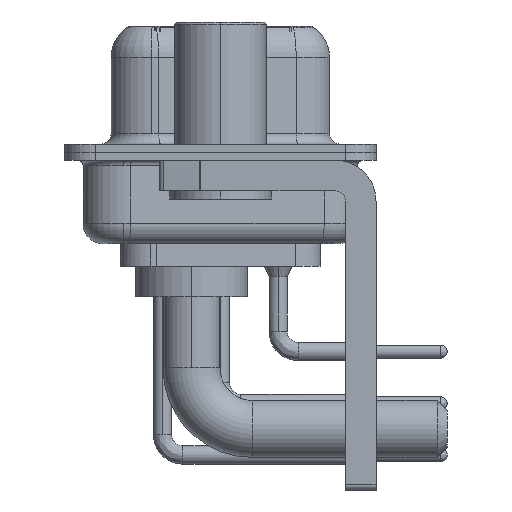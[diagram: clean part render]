
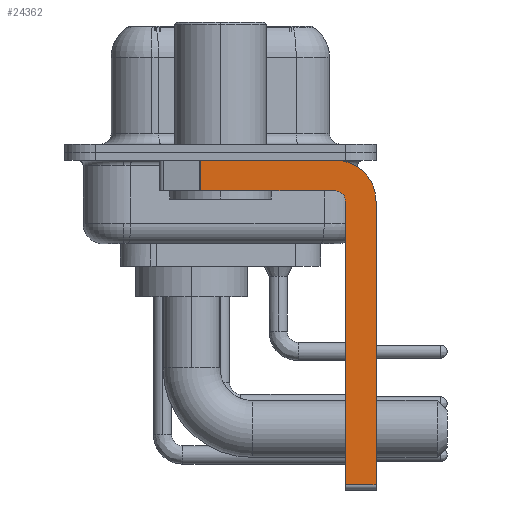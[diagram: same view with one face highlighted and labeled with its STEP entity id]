
A CAD part, left-side view. The second image highlights one B-rep face of the part: STEP entity #24362.
In plain terms, the highlighted planar face has unit normal (-1, 0, 0).
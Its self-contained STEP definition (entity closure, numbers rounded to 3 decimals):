
#76 = CIRCLE ( 'NONE', #3706, 0.5 ) ;
#851 = AXIS2_PLACEMENT_3D ( 'NONE', #22187, #11893, #14482 ) ;
#1053 = FACE_OUTER_BOUND ( 'NONE', #18589, .T. ) ;
#3706 = AXIS2_PLACEMENT_3D ( 'NONE', #24844, #24355, #11978 ) ;
#3722 = CARTESIAN_POINT ( 'NONE',  ( -2.9, 3., -0.4 ) ) ;
#3959 = ORIENTED_EDGE ( 'NONE', *, *, #20821, .F. ) ;
#4672 = DIRECTION ( 'NONE',  ( 0., 1., 0. ) ) ;
#5412 = VERTEX_POINT ( 'NONE', #13971 ) ;
#6059 = CARTESIAN_POINT ( 'NONE',  ( -2.9, -5.65, -0.4 ) ) ;
#6184 = DIRECTION ( 'NONE',  ( 0., 0., -1. ) ) ;
#6385 = PLANE ( 'NONE',  #21301 ) ;
#7750 = ORIENTED_EDGE ( 'NONE', *, *, #23431, .F. ) ;
#7803 = ORIENTED_EDGE ( 'NONE', *, *, #19735, .T. ) ;
#8230 = VERTEX_POINT ( 'NONE', #25520 ) ;
#8492 = CARTESIAN_POINT ( 'NONE',  ( -2.9, -5.65, -2.4 ) ) ;
#9682 = LINE ( 'NONE', #11178, #31486 ) ;
#10448 = LINE ( 'NONE', #17883, #11986 ) ;
#11178 = CARTESIAN_POINT ( 'NONE',  ( -2.9, 0.978, -1.9 ) ) ;
#11277 = VERTEX_POINT ( 'NONE', #24546 ) ;
#11595 = VERTEX_POINT ( 'NONE', #16330 ) ;
#11893 = DIRECTION ( 'NONE',  ( 1., 0., 0. ) ) ;
#11978 = DIRECTION ( 'NONE',  ( 0., 0., 1. ) ) ;
#11986 = VECTOR ( 'NONE', #25413, 1000. ) ;
#13405 = DIRECTION ( 'NONE',  ( 0., -1., 0. ) ) ;
#13642 = DIRECTION ( 'NONE',  ( 1., 0., 0. ) ) ;
#13890 = VERTEX_POINT ( 'NONE', #6059 ) ;
#13971 = CARTESIAN_POINT ( 'NONE',  ( -2.9, 0.978, -0.4 ) ) ;
#14017 = VERTEX_POINT ( 'NONE', #14267 ) ;
#14267 = CARTESIAN_POINT ( 'NONE',  ( -2.9, -6.15, -2.4 ) ) ;
#14322 = VECTOR ( 'NONE', #28839, 1000. ) ;
#14482 = DIRECTION ( 'NONE',  ( 0., 0., -1. ) ) ;
#15828 = ORIENTED_EDGE ( 'NONE', *, *, #17897, .T. ) ;
#16211 = ORIENTED_EDGE ( 'NONE', *, *, #17603, .F. ) ;
#16330 = CARTESIAN_POINT ( 'NONE',  ( -2.9, -5.65, -1.9 ) ) ;
#16848 = CARTESIAN_POINT ( 'NONE',  ( -2.9, -7.65, -2.4 ) ) ;
#17081 = LINE ( 'NONE', #26866, #14322 ) ;
#17098 = LINE ( 'NONE', #31728, #30952 ) ;
#17603 = EDGE_CURVE ( 'NONE', #11595, #11277, #17098, .T. ) ;
#17883 = CARTESIAN_POINT ( 'NONE',  ( -2.9, -7.65, -2.4 ) ) ;
#17897 = EDGE_CURVE ( 'NONE', #5412, #11277, #9682, .T. ) ;
#18589 = EDGE_LOOP ( 'NONE', ( #7750, #15828, #16211, #3959, #24966, #7803, #29520, #26804 ) ) ;
#18721 = LINE ( 'NONE', #28380, #31577 ) ;
#19735 = EDGE_CURVE ( 'NONE', #8230, #23165, #18721, .T. ) ;
#20422 = DIRECTION ( 'NONE',  ( 0., 0., -1. ) ) ;
#20821 = EDGE_CURVE ( 'NONE', #14017, #11595, #76, .T. ) ;
#20965 = LINE ( 'NONE', #3722, #30519 ) ;
#21301 = AXIS2_PLACEMENT_3D ( 'NONE', #8492, #13642, #20422 ) ;
#21797 = EDGE_CURVE ( 'NONE', #30298, #23165, #10448, .T. ) ;
#22187 = CARTESIAN_POINT ( 'NONE',  ( -2.9, -5.65, -2.4 ) ) ;
#23165 = VERTEX_POINT ( 'NONE', #26020 ) ;
#23431 = EDGE_CURVE ( 'NONE', #5412, #13890, #20965, .T. ) ;
#23536 = DIRECTION ( 'NONE',  ( 0., -1., 0. ) ) ;
#24355 = DIRECTION ( 'NONE',  ( -1., 0., 0. ) ) ;
#24362 = ADVANCED_FACE ( 'NONE', ( #1053 ), #6385, .F. ) ;
#24546 = CARTESIAN_POINT ( 'NONE',  ( -2.9, 0.978, -1.9 ) ) ;
#24844 = CARTESIAN_POINT ( 'NONE',  ( -2.9, -5.65, -2.4 ) ) ;
#24966 = ORIENTED_EDGE ( 'NONE', *, *, #29357, .F. ) ;
#25060 = CIRCLE ( 'NONE', #851, 2. ) ;
#25413 = DIRECTION ( 'NONE',  ( 0., 0., -1. ) ) ;
#25520 = CARTESIAN_POINT ( 'NONE',  ( -2.9, -6.15, -16.35 ) ) ;
#26020 = CARTESIAN_POINT ( 'NONE',  ( -2.9, -7.65, -16.35 ) ) ;
#26804 = ORIENTED_EDGE ( 'NONE', *, *, #28213, .F. ) ;
#26866 = CARTESIAN_POINT ( 'NONE',  ( -2.9, -6.15, -16.6 ) ) ;
#28213 = EDGE_CURVE ( 'NONE', #13890, #30298, #25060, .T. ) ;
#28380 = CARTESIAN_POINT ( 'NONE',  ( -2.9, -5.65, -16.35 ) ) ;
#28839 = DIRECTION ( 'NONE',  ( 0., 0., 1. ) ) ;
#29357 = EDGE_CURVE ( 'NONE', #8230, #14017, #17081, .T. ) ;
#29520 = ORIENTED_EDGE ( 'NONE', *, *, #21797, .F. ) ;
#30298 = VERTEX_POINT ( 'NONE', #16848 ) ;
#30519 = VECTOR ( 'NONE', #13405, 1000. ) ;
#30952 = VECTOR ( 'NONE', #4672, 1000. ) ;
#31486 = VECTOR ( 'NONE', #6184, 1000. ) ;
#31577 = VECTOR ( 'NONE', #23536, 1000. ) ;
#31728 = CARTESIAN_POINT ( 'NONE',  ( -2.9, -5.65, -1.9 ) ) ;
